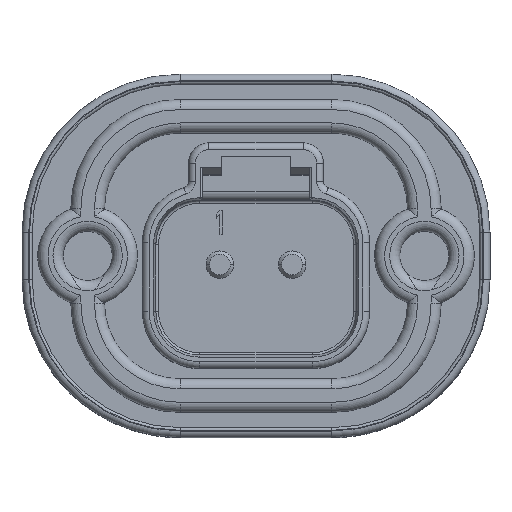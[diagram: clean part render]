
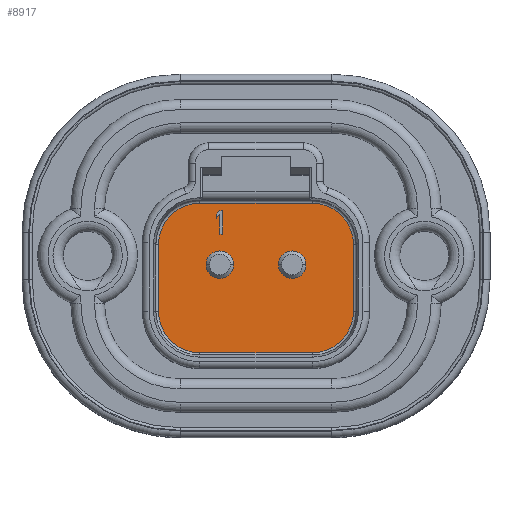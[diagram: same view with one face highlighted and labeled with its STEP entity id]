
A CAD part, top view. The second image highlights one B-rep face of the part: STEP entity #8917.
In plain terms, the highlighted planar face has unit normal (0, 0, 1).
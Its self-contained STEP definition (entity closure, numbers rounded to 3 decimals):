
#3382=CARTESIAN_POINT('',(-2.731,-0.648,-19.812));
#3383=DIRECTION('',(0.,0.,1.));
#3384=DIRECTION('',(1.,0.,0.));
#3385=AXIS2_PLACEMENT_3D('',#3382,#3383,#3384);
#3387=CARTESIAN_POINT('',(-2.731,-0.648,-19.812));
#3388=DIRECTION('',(0.,0.,1.));
#3389=DIRECTION('',(-1.,0.,0.));
#3390=AXIS2_PLACEMENT_3D('',#3387,#3388,#3389);
#3392=CARTESIAN_POINT('',(2.731,-0.648,-19.812));
#3393=DIRECTION('',(0.,0.,1.));
#3394=DIRECTION('',(1.,0.,0.));
#3395=AXIS2_PLACEMENT_3D('',#3392,#3393,#3394);
#3397=CARTESIAN_POINT('',(2.731,-0.648,-19.812));
#3398=DIRECTION('',(0.,0.,1.));
#3399=DIRECTION('',(-1.,0.,0.));
#3400=AXIS2_PLACEMENT_3D('',#3397,#3398,#3399);
#3402=CARTESIAN_POINT('',(-4.255,0.889,-19.812));
#3403=DIRECTION('',(0.,0.,-1.));
#3404=DIRECTION('',(-1.,0.,0.));
#3405=AXIS2_PLACEMENT_3D('',#3402,#3403,#3404);
#3407=DIRECTION('',(1.,0.,0.));
#3408=VECTOR('',#3407,8.509);
#3409=CARTESIAN_POINT('',(-4.255,3.988,-19.812));
#3410=LINE('',#3409,#3408);
#3411=CARTESIAN_POINT('',(4.255,0.889,-19.812));
#3412=DIRECTION('',(0.,0.,-1.));
#3413=DIRECTION('',(0.,1.,0.));
#3414=AXIS2_PLACEMENT_3D('',#3411,#3412,#3413);
#3416=DIRECTION('',(0.,-1.,0.));
#3417=VECTOR('',#3416,5.08);
#3418=CARTESIAN_POINT('',(7.353,0.889,-19.812));
#3419=LINE('',#3418,#3417);
#3420=CARTESIAN_POINT('',(4.255,-4.191,-19.812));
#3421=DIRECTION('',(0.,0.,-1.));
#3422=DIRECTION('',(1.,0.,0.));
#3423=AXIS2_PLACEMENT_3D('',#3420,#3421,#3422);
#3425=DIRECTION('',(-1.,0.,0.));
#3426=VECTOR('',#3425,8.509);
#3427=CARTESIAN_POINT('',(4.255,-7.29,-19.812));
#3428=LINE('',#3427,#3426);
#3429=CARTESIAN_POINT('',(-4.255,-4.191,-19.812));
#3430=DIRECTION('',(0.,0.,-1.));
#3431=DIRECTION('',(0.,-1.,0.));
#3432=AXIS2_PLACEMENT_3D('',#3429,#3430,#3431);
#3434=DIRECTION('',(0.,1.,0.));
#3435=VECTOR('',#3434,5.08);
#3436=CARTESIAN_POINT('',(-7.353,-4.191,-19.812));
#3437=LINE('',#3436,#3435);
#3438=DIRECTION('',(0.,1.,0.));
#3439=VECTOR('',#3438,1.778);
#3440=CARTESIAN_POINT('',(-2.508,1.651,-19.812));
#3441=LINE('',#3440,#3439);
#3442=DIRECTION('',(-1.,0.,0.));
#3443=VECTOR('',#3442,0.222);
#3444=CARTESIAN_POINT('',(-2.508,3.429,-19.812));
#3445=LINE('',#3444,#3443);
#3446=DIRECTION('',(-0.643,-0.766,0.));
#3447=VECTOR('',#3446,0.346);
#3448=CARTESIAN_POINT('',(-2.73,3.429,-19.812));
#3449=LINE('',#3448,#3447);
#3450=DIRECTION('',(0.,-1.,0.));
#3451=VECTOR('',#3450,0.303);
#3452=CARTESIAN_POINT('',(-2.953,3.164,-19.812));
#3453=LINE('',#3452,#3451);
#3454=DIRECTION('',(0.643,0.766,0.));
#3455=VECTOR('',#3454,0.346);
#3456=CARTESIAN_POINT('',(-2.953,2.862,-19.812));
#3457=LINE('',#3456,#3455);
#3458=DIRECTION('',(0.,-1.,0.));
#3459=VECTOR('',#3458,1.475);
#3460=CARTESIAN_POINT('',(-2.73,3.126,-19.812));
#3461=LINE('',#3460,#3459);
#3462=DIRECTION('',(1.,0.,0.));
#3463=VECTOR('',#3462,0.222);
#3464=CARTESIAN_POINT('',(-2.73,1.651,-19.812));
#3465=LINE('',#3464,#3463);
#4152=CARTESIAN_POINT('',(-7.353,0.889,-19.812));
#4153=CARTESIAN_POINT('',(-4.255,3.988,-19.812));
#4154=VERTEX_POINT('',#4152);
#4155=VERTEX_POINT('',#4153);
#4160=CARTESIAN_POINT('',(4.255,3.988,-19.812));
#4161=VERTEX_POINT('',#4160);
#4164=CARTESIAN_POINT('',(7.353,0.889,-19.812));
#4165=VERTEX_POINT('',#4164);
#4168=CARTESIAN_POINT('',(7.353,-4.191,-19.812));
#4169=VERTEX_POINT('',#4168);
#4172=CARTESIAN_POINT('',(4.255,-7.29,-19.812));
#4173=VERTEX_POINT('',#4172);
#4176=CARTESIAN_POINT('',(-4.255,-7.29,-19.812));
#4177=VERTEX_POINT('',#4176);
#4180=CARTESIAN_POINT('',(-7.353,-4.191,-19.812));
#4181=VERTEX_POINT('',#4180);
#4598=CARTESIAN_POINT('',(-1.695,-0.648,-19.812));
#4599=CARTESIAN_POINT('',(-3.766,-0.648,-19.812));
#4600=VERTEX_POINT('',#4598);
#4601=VERTEX_POINT('',#4599);
#4602=CARTESIAN_POINT('',(3.766,-0.648,-19.812));
#4603=CARTESIAN_POINT('',(1.695,-0.648,-19.812));
#4604=VERTEX_POINT('',#4602);
#4605=VERTEX_POINT('',#4603);
#4780=CARTESIAN_POINT('',(-2.508,1.651,-19.812));
#4781=CARTESIAN_POINT('',(-2.508,3.429,-19.812));
#4782=VERTEX_POINT('',#4780);
#4783=VERTEX_POINT('',#4781);
#4784=CARTESIAN_POINT('',(-2.73,3.429,-19.812));
#4785=VERTEX_POINT('',#4784);
#4786=CARTESIAN_POINT('',(-2.953,3.164,-19.812));
#4787=VERTEX_POINT('',#4786);
#4788=CARTESIAN_POINT('',(-2.953,2.862,-19.812));
#4789=VERTEX_POINT('',#4788);
#4790=CARTESIAN_POINT('',(-2.73,3.126,-19.812));
#4791=VERTEX_POINT('',#4790);
#4792=CARTESIAN_POINT('',(-2.73,1.651,-19.812));
#4793=VERTEX_POINT('',#4792);
#8867=CARTESIAN_POINT('',(0.,0.,-19.812));
#8868=DIRECTION('',(0.,0.,1.));
#8869=DIRECTION('',(1.,0.,0.));
#8870=AXIS2_PLACEMENT_3D('',#8867,#8868,#8869);
#8871=PLANE('',#8870);
#8873=ORIENTED_EDGE('',*,*,#8872,.T.);
#8875=ORIENTED_EDGE('',*,*,#8874,.T.);
#8876=ORIENTED_EDGE('',*,*,#8857,.T.);
#8878=ORIENTED_EDGE('',*,*,#8877,.T.);
#8880=ORIENTED_EDGE('',*,*,#8879,.T.);
#8882=ORIENTED_EDGE('',*,*,#8881,.T.);
#8884=ORIENTED_EDGE('',*,*,#8883,.T.);
#8886=ORIENTED_EDGE('',*,*,#8885,.T.);
#8887=EDGE_LOOP('',(#8873,#8875,#8876,#8878,#8880,#8882,#8884,#8886));
#8888=FACE_OUTER_BOUND('',#8887,.F.);
#8890=ORIENTED_EDGE('',*,*,#8889,.T.);
#8892=ORIENTED_EDGE('',*,*,#8891,.T.);
#8893=EDGE_LOOP('',(#8890,#8892));
#8894=FACE_BOUND('',#8893,.F.);
#8896=ORIENTED_EDGE('',*,*,#8895,.T.);
#8898=ORIENTED_EDGE('',*,*,#8897,.T.);
#8899=EDGE_LOOP('',(#8896,#8898));
#8900=FACE_BOUND('',#8899,.F.);
#8902=ORIENTED_EDGE('',*,*,#8901,.T.);
#8904=ORIENTED_EDGE('',*,*,#8903,.T.);
#8906=ORIENTED_EDGE('',*,*,#8905,.T.);
#8908=ORIENTED_EDGE('',*,*,#8907,.T.);
#8910=ORIENTED_EDGE('',*,*,#8909,.T.);
#8912=ORIENTED_EDGE('',*,*,#8911,.T.);
#8914=ORIENTED_EDGE('',*,*,#8913,.T.);
#8915=EDGE_LOOP('',(#8902,#8904,#8906,#8908,#8910,#8912,#8914));
#8916=FACE_BOUND('',#8915,.F.);
#3386=CIRCLE('',#3385,1.035);
#3391=CIRCLE('',#3390,1.035);
#3396=CIRCLE('',#3395,1.035);
#3401=CIRCLE('',#3400,1.035);
#3406=CIRCLE('',#3405,3.099);
#3415=CIRCLE('',#3414,3.099);
#3424=CIRCLE('',#3423,3.099);
#3433=CIRCLE('',#3432,3.099);
#8857=EDGE_CURVE('',#4161,#4165,#3415,.T.);
#8872=EDGE_CURVE('',#4154,#4155,#3406,.T.);
#8874=EDGE_CURVE('',#4155,#4161,#3410,.T.);
#8877=EDGE_CURVE('',#4165,#4169,#3419,.T.);
#8879=EDGE_CURVE('',#4169,#4173,#3424,.T.);
#8881=EDGE_CURVE('',#4173,#4177,#3428,.T.);
#8883=EDGE_CURVE('',#4177,#4181,#3433,.T.);
#8885=EDGE_CURVE('',#4181,#4154,#3437,.T.);
#8889=EDGE_CURVE('',#4604,#4605,#3396,.T.);
#8891=EDGE_CURVE('',#4605,#4604,#3401,.T.);
#8895=EDGE_CURVE('',#4600,#4601,#3386,.T.);
#8897=EDGE_CURVE('',#4601,#4600,#3391,.T.);
#8901=EDGE_CURVE('',#4782,#4783,#3441,.T.);
#8903=EDGE_CURVE('',#4783,#4785,#3445,.T.);
#8905=EDGE_CURVE('',#4785,#4787,#3449,.T.);
#8907=EDGE_CURVE('',#4787,#4789,#3453,.T.);
#8909=EDGE_CURVE('',#4789,#4791,#3457,.T.);
#8911=EDGE_CURVE('',#4791,#4793,#3461,.T.);
#8913=EDGE_CURVE('',#4793,#4782,#3465,.T.);
#8917=ADVANCED_FACE('',(#8888,#8894,#8900,#8916),#8871,.T.);
